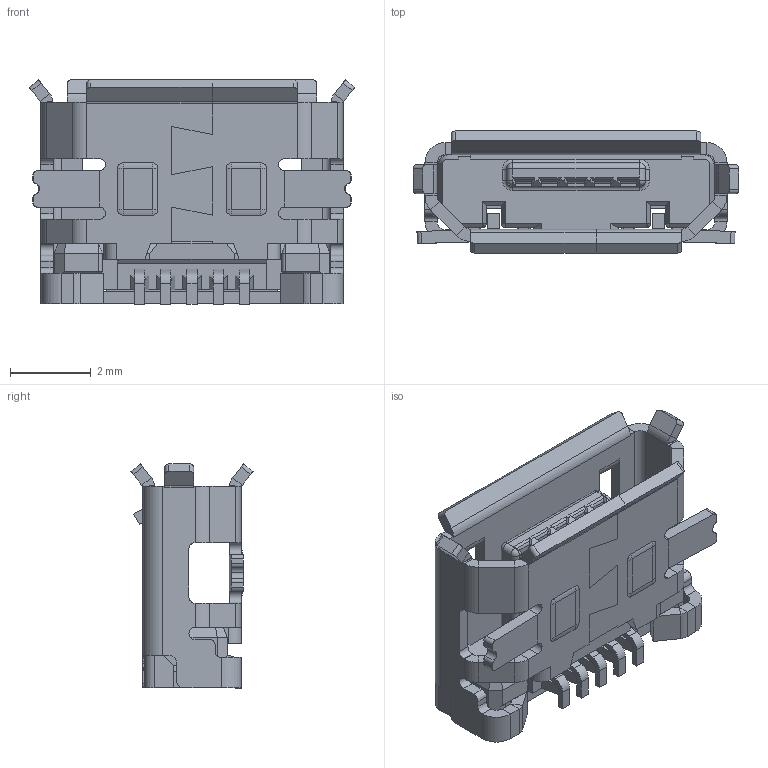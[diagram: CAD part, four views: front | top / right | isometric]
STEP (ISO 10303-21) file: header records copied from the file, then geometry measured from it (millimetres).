
FILE_DESCRIPTION (( 'STEP AP214' ), '1' );
FILE_NAME ('10104110-0001LF.STEP', '2023-05-25T09:57:31', ( '' ), ( '' ), 'SwSTEP 2.0', 'SolidWorks 2021', '' );
FILE_SCHEMA (( 'AUTOMOTIVE_DESIGN' ));
Length unit declared in the file: millimetre
Products named in the file (2): 10104110-0001LF--3DModel-STEP-533217 (1); 10104110-0001LF
Assembly tree (1 placements, depth 2):
  10104110-0001LF
    10104110-0001LF--3DModel-STEP-533217 (1)
Bounding box: 8.08 x 3.03 x 5.56 mm (x, y, z)
Volume: 42.9 mm3; surface area: 276.7 mm2
Topology: 1 solids, 6 shells, 873 faces, 2305 edges, 1408 vertices
Faces by surface type: plane 622, cylinder 215, sphere 20, cone 12, torus 4
Entity records: 26515 total; most frequent: CARTESIAN_POINT 4918, ORIENTED_EDGE 4554, DIRECTION 4409, EDGE_CURVE 2277, VECTOR 1727, LINE 1727, VERTEX_POINT 1408, AXIS2_PLACEMENT_3D 1341
